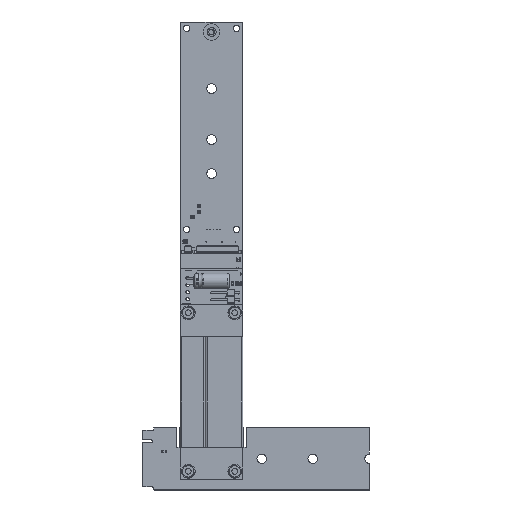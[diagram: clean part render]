
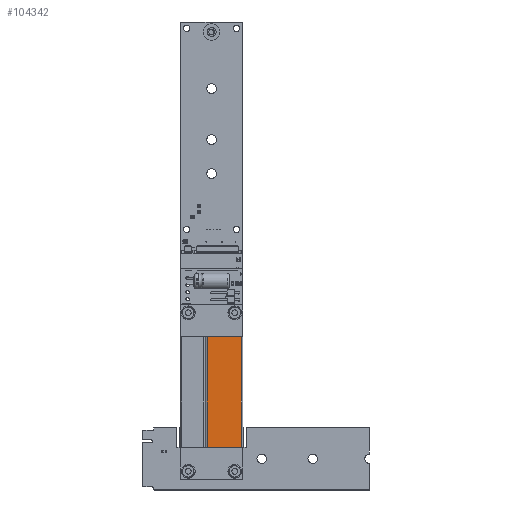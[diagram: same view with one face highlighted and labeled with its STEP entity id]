
A CAD part, top view. The second image highlights one B-rep face of the part: STEP entity #104342.
In plain terms, the highlighted face is planar.
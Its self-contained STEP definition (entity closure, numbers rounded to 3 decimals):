
#104314 = VERTEX_POINT('',#104315);
#104315 = CARTESIAN_POINT('',(0.,0.,
    0.));
#104322 = EDGE_CURVE('',#104323,#104314,#104325,.T.);
#104323 = VERTEX_POINT('',#104324);
#104324 = CARTESIAN_POINT('',(0.,0.,
    -43.));
#104325 = LINE('',#104326,#104327);
#104326 = CARTESIAN_POINT('',(0.,0.,
    -43.));
#104327 = VECTOR('',#104328,1.);
#104328 = DIRECTION('',(0.,0.,1.));
#104342 = ADVANCED_FACE('',(#104343),#104368,.T.);
#104343 = FACE_BOUND('',#104344,.T.);
#104344 = EDGE_LOOP('',(#104345,#104353,#104361,#104367));
#104345 = ORIENTED_EDGE('',*,*,#104346,.F.);
#104346 = EDGE_CURVE('',#104347,#104314,#104349,.T.);
#104347 = VERTEX_POINT('',#104348);
#104348 = CARTESIAN_POINT('',(12.065,0.,
    0.));
#104349 = LINE('',#104350,#104351);
#104350 = CARTESIAN_POINT('',(0.,0.,
    0.));
#104351 = VECTOR('',#104352,1.);
#104352 = DIRECTION('',(-1.,0.,0.));
#104353 = ORIENTED_EDGE('',*,*,#104354,.F.);
#104354 = EDGE_CURVE('',#104355,#104347,#104357,.T.);
#104355 = VERTEX_POINT('',#104356);
#104356 = CARTESIAN_POINT('',(12.065,0.,-43.)
  );
#104357 = LINE('',#104358,#104359);
#104358 = CARTESIAN_POINT('',(12.065,0.,-43.)
  );
#104359 = VECTOR('',#104360,1.);
#104360 = DIRECTION('',(0.,0.,1.));
#104361 = ORIENTED_EDGE('',*,*,#104362,.T.);
#104362 = EDGE_CURVE('',#104355,#104323,#104363,.T.);
#104363 = LINE('',#104364,#104365);
#104364 = CARTESIAN_POINT('',(0.,0.,
    -43.));
#104365 = VECTOR('',#104366,1.);
#104366 = DIRECTION('',(-1.,0.,0.));
#104367 = ORIENTED_EDGE('',*,*,#104322,.T.);
#104368 = PLANE('',#104369);
#104369 = AXIS2_PLACEMENT_3D('',#104370,#104371,#104372);
#104370 = CARTESIAN_POINT('',(0.,0.,
    -43.));
#104371 = DIRECTION('',(0.,1.,0.));
#104372 = DIRECTION('',(0.,0.,1.));
